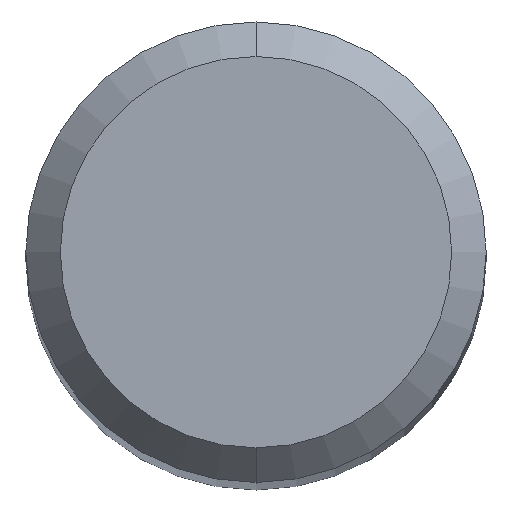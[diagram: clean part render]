
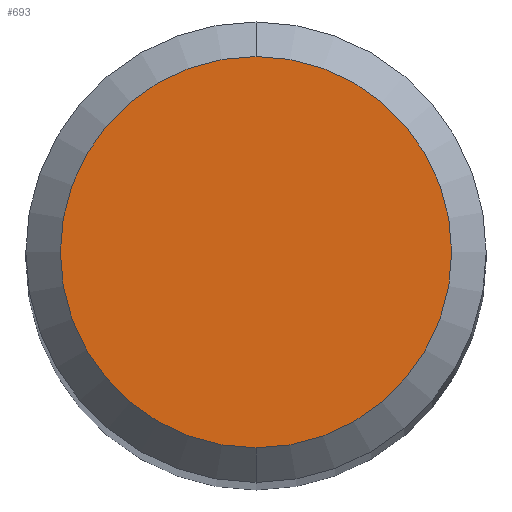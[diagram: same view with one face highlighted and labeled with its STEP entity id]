
A CAD part, top view. The second image highlights one B-rep face of the part: STEP entity #693.
In plain terms, the highlighted planar face has unit normal (0, 0, 1).
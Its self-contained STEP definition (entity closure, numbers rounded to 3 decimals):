
#519=VERTEX_POINT('',#1197);
#585=EDGE_CURVE('',#905,#519,#1270,.T.);
#687=EDGE_CURVE('',#519,#905,#1381,.T.);
#693=ADVANCED_FACE('',(#1387),#1388,.T.);
#905=VERTEX_POINT('',#1621);
#1197=CARTESIAN_POINT('',(0.0,1.7,0.0));
#1270=CIRCLE('',#2934,1.7);
#1381=CIRCLE('',#3291,1.7);
#1387=FACE_OUTER_BOUND('',#3299,.T.);
#1388=PLANE('',#3300);
#1621=CARTESIAN_POINT('',(0.,-1.7,0.0));
#2934=AXIS2_PLACEMENT_3D('',#4770,#4771,#4772);
#3291=AXIS2_PLACEMENT_3D('',#4909,#4910,#4911);
#3299=EDGE_LOOP('',(#4919,#4920));
#3300=AXIS2_PLACEMENT_3D('',#4921,#4922,#4923);
#4770=CARTESIAN_POINT('',(0.0,0.0,0.0));
#4771=DIRECTION('',(0.0,0.0,-1.0));
#4772=DIRECTION('',(0.0,1.0,0.0));
#4909=CARTESIAN_POINT('',(0.0,0.0,0.0));
#4910=DIRECTION('',(0.0,0.0,-1.0));
#4911=DIRECTION('',(0.0,1.0,0.0));
#4919=ORIENTED_EDGE('',*,*,#687,.F.);
#4920=ORIENTED_EDGE('',*,*,#585,.F.);
#4921=CARTESIAN_POINT('',(0.0,0.85,0.0));
#4922=DIRECTION('',(-0.0,0.0,1.0));
#4923=DIRECTION('',(0.0,-1.0,0.0));
